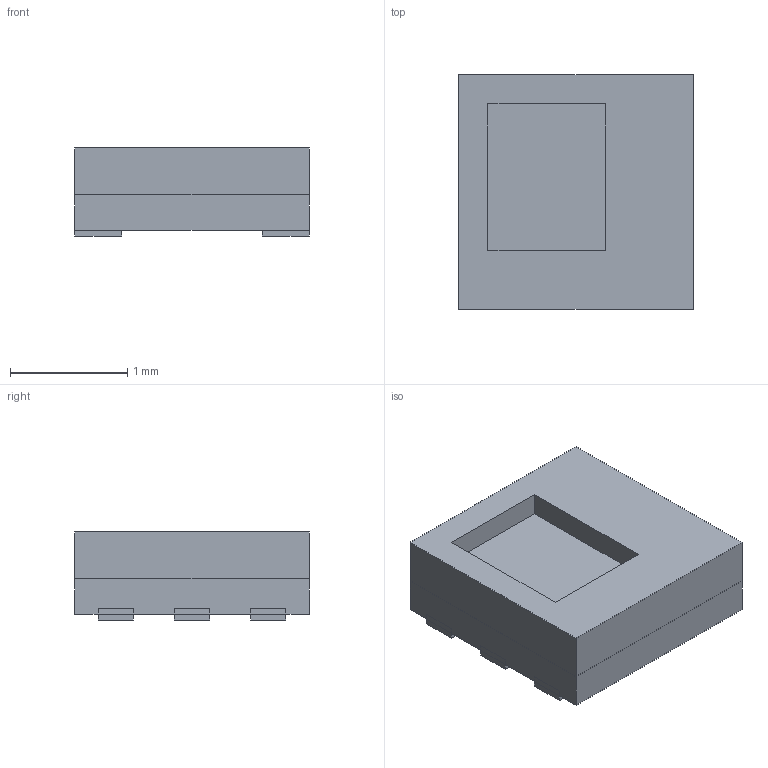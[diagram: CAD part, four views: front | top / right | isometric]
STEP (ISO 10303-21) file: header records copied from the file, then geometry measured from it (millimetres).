
FILE_DESCRIPTION(('FreeCAD Model'),'2;1');
FILE_NAME('LTR-303ALS-01.step','2020-08-19T16:22:06',('kicad StepUp'),('ksu MCAD'), 'Open CASCADE STEP processor 7.4','FreeCAD','Unknown');
FILE_SCHEMA(('AUTOMOTIVE_DESIGN { 1 0 10303 214 1 1 1 1 }'));
Length unit declared in the file: millimetre
Products named in the file (1): LTR-303ALS-01
Bounding box: 2 x 2 x 0.75 mm (x, y, z)
Volume: 2.6 mm3; surface area: 14.9 mm2
Topology: 1 solids, 1 shells, 51 faces, 128 edges, 80 vertices
Faces by surface type: plane 51
Entity records: 1846 total; most frequent: CARTESIAN_POINT 260, ORIENTED_EDGE 256, DIRECTION 232, EDGE_CURVE 128, LINE 128, VECTOR 128, VERTEX_POINT 80, AXIS2_PLACEMENT_3D 52
